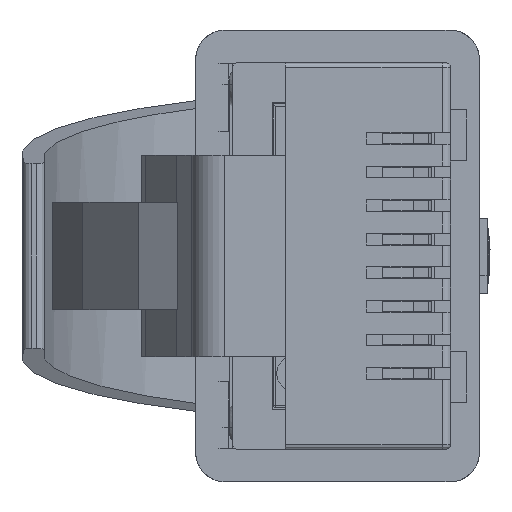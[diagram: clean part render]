
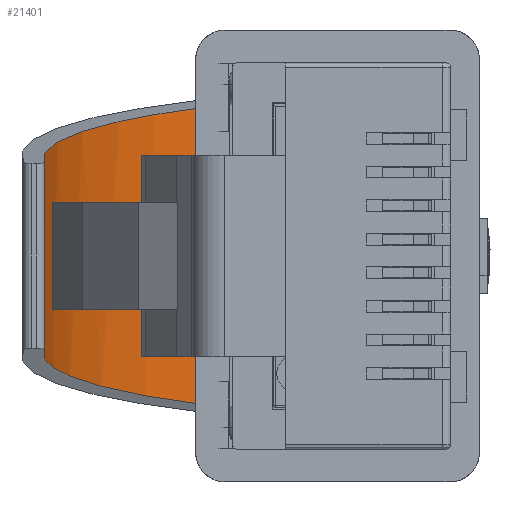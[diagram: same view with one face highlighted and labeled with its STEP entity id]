
A CAD part, left-side view. The second image highlights one B-rep face of the part: STEP entity #21401.
In plain terms, the highlighted cylindrical face has radius 12.7 mm (diameter 25.4 mm), a partial arc.
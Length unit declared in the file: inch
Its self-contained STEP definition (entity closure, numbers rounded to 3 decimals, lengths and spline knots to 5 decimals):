
#825 = ORIENTED_EDGE ( 'NONE', *, *, #16826, .F. ) ;
#2141 = DIRECTION ( 'NONE',  ( -1., 0., 0. ) ) ;
#2335 = CARTESIAN_POINT ( 'NONE',  ( -0.16223, 0.27309, 0.14571 ) ) ;
#2651 = CARTESIAN_POINT ( 'NONE',  ( 0.16223, 0.27309, 0.14571 ) ) ;
#3275 = EDGE_CURVE ( 'NONE', #18837, #13925, #20313, .T. ) ;
#3475 = VECTOR ( 'NONE', #2141, 39.37008 ) ;
#3514 = ORIENTED_EDGE ( 'NONE', *, *, #19121, .F. ) ;
#3881 = AXIS2_PLACEMENT_3D ( 'NONE', #27056, #22743, #27345 ) ;
#4553 = CYLINDRICAL_SURFACE ( 'NONE', #3881, 0.5 ) ;
#7887 = CARTESIAN_POINT ( 'NONE',  ( 0.12265, 0.34896, 0.39906 ) ) ;
#7997 = CARTESIAN_POINT ( 'NONE',  ( -0.17563, 0.169, 0.06 ) ) ;
#8974 = CARTESIAN_POINT ( 'NONE',  ( -0.12265, 0.34896, 0.39906 ) ) ;
#13925 = VERTEX_POINT ( 'NONE', #26515 ) ;
#15379 = ORIENTED_EDGE ( 'NONE', *, *, #3275, .T. ) ;
#16826 = EDGE_CURVE ( 'NONE', #17802, #13925, #22906, .T. ) ;
#17802 = VERTEX_POINT ( 'NONE', #7997 ) ;
#17842 = FACE_OUTER_BOUND ( 'NONE', #29061, .T. ) ;
#18837 = VERTEX_POINT ( 'NONE', #7887 ) ;
#19103 = VERTEX_POINT ( 'NONE', #26396 ) ;
#19121 = EDGE_CURVE ( 'NONE', #19103, #17802, #24162, .T. ) ;
#19413 = CARTESIAN_POINT ( 'NONE',  ( 0.185, 0.169, 0.06 ) ) ;
#19696 = DIRECTION ( 'NONE',  ( -1., 0., 0. ) ) ;
#19706 = VECTOR ( 'NONE', #19696, 39.37008 ) ;
#20313 = LINE ( 'NONE', #24920, #3475 ) ;
#21401 = ADVANCED_FACE ( 'NONE', ( #17842 ), #4553, .F. ) ;
#21788 =( BOUNDED_CURVE ( )  B_SPLINE_CURVE ( 3, ( #22781, #27377, #2651, #27094 ),
 .UNSPECIFIED., .F., .F. ) 
 B_SPLINE_CURVE_WITH_KNOTS ( ( 4, 4 ),
 ( 1.66477, 2.45271 ),
 .UNSPECIFIED. ) 
 CURVE ( )  GEOMETRIC_REPRESENTATION_ITEM ( )  RATIONAL_B_SPLINE_CURVE ( ( 1., 0.949, 0.949, 1. ) ) 
 REPRESENTATION_ITEM ( '' )  );
#22317 = CARTESIAN_POINT ( 'NONE',  ( -0.14362, 0.3363, 0.26482 ) ) ;
#22743 = DIRECTION ( 'NONE',  ( -1., 0., 0. ) ) ;
#22781 = CARTESIAN_POINT ( 'NONE',  ( 0.12265, 0.34896, 0.39906 ) ) ;
#22906 =( BOUNDED_CURVE ( )  B_SPLINE_CURVE ( 3, ( #24694, #2335, #22317, #8974 ),
 .UNSPECIFIED., .F., .F. ) 
 B_SPLINE_CURVE_WITH_KNOTS ( ( 4, 4 ),
 ( 0.68888, 1.47683 ),
 .UNSPECIFIED. ) 
 CURVE ( )  GEOMETRIC_REPRESENTATION_ITEM ( )  RATIONAL_B_SPLINE_CURVE ( ( 1., 0.949, 0.949, 1. ) ) 
 REPRESENTATION_ITEM ( '' )  );
#24162 = LINE ( 'NONE', #19413, #19706 ) ;
#24284 = EDGE_CURVE ( 'NONE', #18837, #19103, #21788, .T. ) ;
#24694 = CARTESIAN_POINT ( 'NONE',  ( -0.17563, 0.169, 0.06 ) ) ;
#24920 = CARTESIAN_POINT ( 'NONE',  ( 0.185, 0.34896, 0.39906 ) ) ;
#26396 = CARTESIAN_POINT ( 'NONE',  ( 0.17562, 0.169, 0.06 ) ) ;
#26515 = CARTESIAN_POINT ( 'NONE',  ( -0.12265, 0.34896, 0.39906 ) ) ;
#27056 = CARTESIAN_POINT ( 'NONE',  ( 0.185, -0.14884, 0.44598 ) ) ;
#27094 = CARTESIAN_POINT ( 'NONE',  ( 0.17562, 0.169, 0.06 ) ) ;
#27345 = DIRECTION ( 'NONE',  ( 0., 0., 1. ) ) ;
#27377 = CARTESIAN_POINT ( 'NONE',  ( 0.14362, 0.3363, 0.26482 ) ) ;
#27618 = ORIENTED_EDGE ( 'NONE', *, *, #24284, .F. ) ;
#29061 = EDGE_LOOP ( 'NONE', ( #825, #3514, #27618, #15379 ) ) ;
